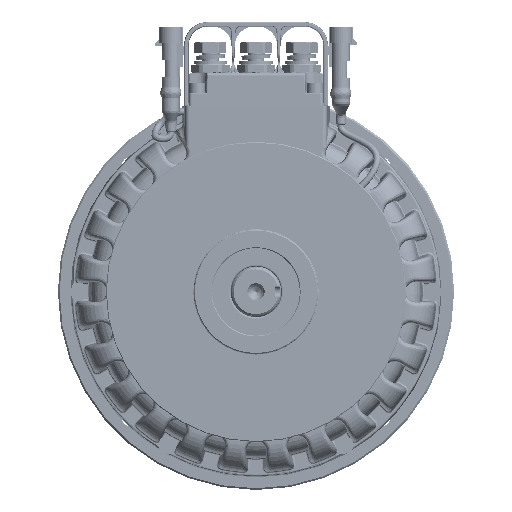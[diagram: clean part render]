
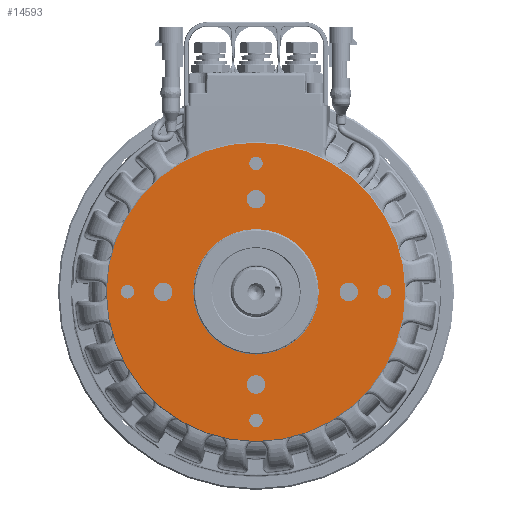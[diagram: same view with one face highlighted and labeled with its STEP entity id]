
A CAD part, left-side view. The second image highlights one B-rep face of the part: STEP entity #14593.
In plain terms, the highlighted planar face has unit normal (-1, 0, 0).
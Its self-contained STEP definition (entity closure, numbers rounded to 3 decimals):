
#5515=FACE_BOUND('',#23596,.T.);
#5516=FACE_BOUND('',#23597,.T.);
#5517=FACE_BOUND('',#23598,.T.);
#5518=FACE_BOUND('',#23599,.T.);
#5519=FACE_BOUND('',#23600,.T.);
#5520=FACE_BOUND('',#23601,.T.);
#5521=FACE_BOUND('',#23602,.T.);
#5522=FACE_BOUND('',#23603,.T.);
#5523=FACE_BOUND('',#23604,.T.);
#5524=FACE_BOUND('',#23605,.T.);
#10728=CIRCLE('',#72909,37.2);
#10729=CIRCLE('',#72910,88.5);
#10730=CIRCLE('',#72911,3.975);
#10731=CIRCLE('',#72912,3.975);
#10732=CIRCLE('',#72913,3.975);
#10733=CIRCLE('',#72914,3.975);
#10734=CIRCLE('',#72915,5.5);
#10735=CIRCLE('',#72916,5.5);
#10736=CIRCLE('',#72917,5.5);
#10737=CIRCLE('',#72918,5.5);
#14593=ADVANCED_FACE('',(#5515,#5516,#5517,#5518,#5519,#5520,#5521,#5522,
#5523,#5524),#15950,.T.);
#15950=PLANE('',#72919);
#23596=EDGE_LOOP('',(#41992));
#23597=EDGE_LOOP('',(#41993));
#23598=EDGE_LOOP('',(#41994));
#23599=EDGE_LOOP('',(#41995));
#23600=EDGE_LOOP('',(#41996));
#23601=EDGE_LOOP('',(#41997));
#23602=EDGE_LOOP('',(#41998));
#23603=EDGE_LOOP('',(#41999));
#23604=EDGE_LOOP('',(#42000));
#23605=EDGE_LOOP('',(#42001));
#41992=ORIENTED_EDGE('',*,*,#57460,.T.);
#41993=ORIENTED_EDGE('',*,*,#57461,.T.);
#41994=ORIENTED_EDGE('',*,*,#57462,.T.);
#41995=ORIENTED_EDGE('',*,*,#57463,.T.);
#41996=ORIENTED_EDGE('',*,*,#57464,.T.);
#41997=ORIENTED_EDGE('',*,*,#57465,.T.);
#41998=ORIENTED_EDGE('',*,*,#57466,.T.);
#41999=ORIENTED_EDGE('',*,*,#57467,.T.);
#42000=ORIENTED_EDGE('',*,*,#57468,.T.);
#42001=ORIENTED_EDGE('',*,*,#57469,.T.);
#48225=VERTEX_POINT('',#129637);
#48226=VERTEX_POINT('',#129639);
#48227=VERTEX_POINT('',#129641);
#48228=VERTEX_POINT('',#129643);
#48229=VERTEX_POINT('',#129645);
#48230=VERTEX_POINT('',#129647);
#48231=VERTEX_POINT('',#129649);
#48232=VERTEX_POINT('',#129651);
#48233=VERTEX_POINT('',#129653);
#48234=VERTEX_POINT('',#129655);
#57460=EDGE_CURVE('',#48225,#48225,#10728,.T.);
#57461=EDGE_CURVE('',#48226,#48226,#10729,.T.);
#57462=EDGE_CURVE('',#48227,#48227,#10730,.T.);
#57463=EDGE_CURVE('',#48228,#48228,#10731,.T.);
#57464=EDGE_CURVE('',#48229,#48229,#10732,.T.);
#57465=EDGE_CURVE('',#48230,#48230,#10733,.T.);
#57466=EDGE_CURVE('',#48231,#48231,#10734,.T.);
#57467=EDGE_CURVE('',#48232,#48232,#10735,.T.);
#57468=EDGE_CURVE('',#48233,#48233,#10736,.T.);
#57469=EDGE_CURVE('',#48234,#48234,#10737,.T.);
#72909=AXIS2_PLACEMENT_3D('',#129636,#91638,#91639);
#72910=AXIS2_PLACEMENT_3D('',#129638,#91640,#91641);
#72911=AXIS2_PLACEMENT_3D('',#129640,#91642,#91643);
#72912=AXIS2_PLACEMENT_3D('',#129642,#91644,#91645);
#72913=AXIS2_PLACEMENT_3D('',#129644,#91646,#91647);
#72914=AXIS2_PLACEMENT_3D('',#129646,#91648,#91649);
#72915=AXIS2_PLACEMENT_3D('',#129648,#91650,#91651);
#72916=AXIS2_PLACEMENT_3D('',#129650,#91652,#91653);
#72917=AXIS2_PLACEMENT_3D('',#129652,#91654,#91655);
#72918=AXIS2_PLACEMENT_3D('',#129654,#91656,#91657);
#72919=AXIS2_PLACEMENT_3D('',#129656,#91658,#91659);
#91638=DIRECTION('',(1.,0.,0.));
#91639=DIRECTION('',(0.,-1.,0.));
#91640=DIRECTION('',(-1.,0.,0.));
#91641=DIRECTION('',(0.,-1.,0.));
#91642=DIRECTION('',(1.,0.,0.));
#91643=DIRECTION('',(0.,1.,0.));
#91644=DIRECTION('',(1.,0.,0.));
#91645=DIRECTION('',(0.,1.,0.));
#91646=DIRECTION('',(1.,0.,0.));
#91647=DIRECTION('',(0.,1.,0.));
#91648=DIRECTION('',(1.,0.,0.));
#91649=DIRECTION('',(0.,1.,0.));
#91650=DIRECTION('',(1.,0.,0.));
#91651=DIRECTION('',(0.,0.,1.));
#91652=DIRECTION('',(1.,0.,0.));
#91653=DIRECTION('',(0.,-1.,0.));
#91654=DIRECTION('',(1.,0.,0.));
#91655=DIRECTION('',(0.,0.,-1.));
#91656=DIRECTION('',(1.,0.,0.));
#91657=DIRECTION('',(0.,1.,0.));
#91658=DIRECTION('',(-1.,0.,0.));
#91659=DIRECTION('',(0.,-1.,0.));
#129636=CARTESIAN_POINT('',(153.,0.,-260.));
#129637=CARTESIAN_POINT('',(153.,-37.2,-260.));
#129638=CARTESIAN_POINT('',(153.,0.,-260.));
#129639=CARTESIAN_POINT('',(153.,-88.5,-260.));
#129640=CARTESIAN_POINT('',(153.,0.,-336.2));
#129641=CARTESIAN_POINT('',(153.,3.975,-336.2));
#129642=CARTESIAN_POINT('',(153.,76.2,-260.));
#129643=CARTESIAN_POINT('',(153.,80.175,-260.));
#129644=CARTESIAN_POINT('',(153.,0.,-183.8));
#129645=CARTESIAN_POINT('',(153.,3.975,-183.8));
#129646=CARTESIAN_POINT('',(153.,-76.2,-260.));
#129647=CARTESIAN_POINT('',(153.,-72.225,-260.));
#129648=CARTESIAN_POINT('',(153.,0.,-205.));
#129649=CARTESIAN_POINT('',(153.,0.,-199.5));
#129650=CARTESIAN_POINT('',(153.,-55.,-260.));
#129651=CARTESIAN_POINT('',(153.,-60.5,-260.));
#129652=CARTESIAN_POINT('',(153.,0.,-315.));
#129653=CARTESIAN_POINT('',(153.,0.,-320.5));
#129654=CARTESIAN_POINT('',(153.,55.,-260.));
#129655=CARTESIAN_POINT('',(153.,60.5,-260.));
#129656=CARTESIAN_POINT('',(153.,0.,-260.));
